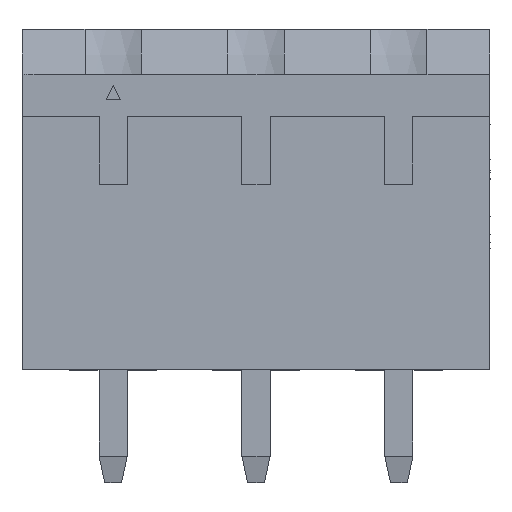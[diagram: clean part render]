
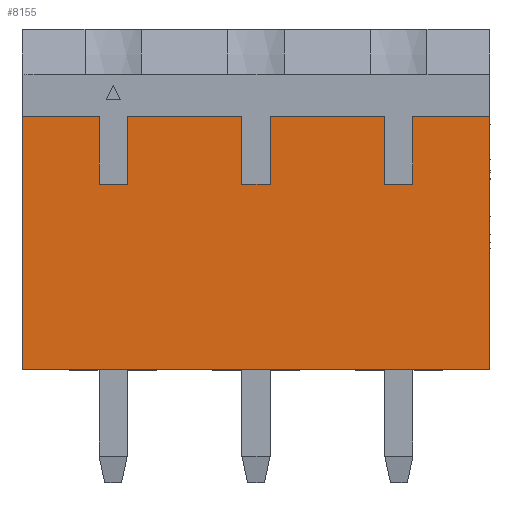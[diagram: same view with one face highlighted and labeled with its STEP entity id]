
A CAD part, top view. The second image highlights one B-rep face of the part: STEP entity #8155.
In plain terms, the highlighted planar face has unit normal (0, 0, 1).
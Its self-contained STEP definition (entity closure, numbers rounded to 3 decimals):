
#381 = DIRECTION ( 'NONE',  ( -1., 0., 0. ) ) ;
#892 = EDGE_CURVE ( 'NONE', #21514, #18188, #6647, .T. ) ;
#1483 = EDGE_CURVE ( 'NONE', #19058, #26691, #12636, .T. ) ;
#1871 = CARTESIAN_POINT ( 'NONE',  ( 16.64, 9., 7.8 ) ) ;
#2164 = LINE ( 'NONE', #18633, #19803 ) ;
#2227 = ORIENTED_EDGE ( 'NONE', *, *, #2276, .T. ) ;
#2276 = EDGE_CURVE ( 'NONE', #23717, #11162, #2164, .T. ) ;
#2412 = EDGE_CURVE ( 'NONE', #15887, #24528, #22364, .T. ) ;
#2603 = DIRECTION ( 'NONE',  ( -1., 0., 0. ) ) ;
#2740 = CARTESIAN_POINT ( 'NONE',  ( 13.9, 6.6, 7.8 ) ) ;
#2741 = CARTESIAN_POINT ( 'NONE',  ( 16.64, 9., 7.8 ) ) ;
#2971 = VERTEX_POINT ( 'NONE', #6424 ) ;
#3115 = CARTESIAN_POINT ( 'NONE',  ( 16.64, 0., 7.8 ) ) ;
#3117 = DIRECTION ( 'NONE',  ( -1., 0., 0. ) ) ;
#3543 = DIRECTION ( 'NONE',  ( 0., -1., 0. ) ) ;
#3579 = CARTESIAN_POINT ( 'NONE',  ( 7.82, 9., 7.8 ) ) ;
#3746 = ORIENTED_EDGE ( 'NONE', *, *, #7649, .T. ) ;
#3835 = CARTESIAN_POINT ( 'NONE',  ( 16.64, 0., 7.8 ) ) ;
#4163 = CARTESIAN_POINT ( 'NONE',  ( 12.9, 6.6, 7.8 ) ) ;
#4237 = CARTESIAN_POINT ( 'NONE',  ( 0., 0., 7.8 ) ) ;
#4372 = LINE ( 'NONE', #3835, #18998 ) ;
#4434 = CARTESIAN_POINT ( 'NONE',  ( 7.82, 6.6, 7.8 ) ) ;
#4693 = CARTESIAN_POINT ( 'NONE',  ( 0., 9., 7.8 ) ) ;
#4828 = LINE ( 'NONE', #9934, #11247 ) ;
#5129 = VERTEX_POINT ( 'NONE', #4237 ) ;
#5232 = CARTESIAN_POINT ( 'NONE',  ( 8.82, 9., 7.8 ) ) ;
#5403 = DIRECTION ( 'NONE',  ( 0., -1., 0. ) ) ;
#5574 = CARTESIAN_POINT ( 'NONE',  ( 2.74, 9., 7.8 ) ) ;
#5862 = LINE ( 'NONE', #5574, #26910 ) ;
#5882 = VECTOR ( 'NONE', #21319, 1000. ) ;
#5897 = LINE ( 'NONE', #22275, #11405 ) ;
#5912 = VECTOR ( 'NONE', #24604, 1000. ) ;
#5994 = ORIENTED_EDGE ( 'NONE', *, *, #21495, .T. ) ;
#6054 = PLANE ( 'NONE',  #12540 ) ;
#6424 = CARTESIAN_POINT ( 'NONE',  ( 2.74, 9., 7.8 ) ) ;
#6428 = ORIENTED_EDGE ( 'NONE', *, *, #13373, .T. ) ;
#6527 = CARTESIAN_POINT ( 'NONE',  ( 8.82, 6.6, 7.8 ) ) ;
#6647 = LINE ( 'NONE', #23777, #21103 ) ;
#7005 = VECTOR ( 'NONE', #13713, 1000. ) ;
#7160 = ORIENTED_EDGE ( 'NONE', *, *, #27080, .F. ) ;
#7475 = LINE ( 'NONE', #25868, #7005 ) ;
#7524 = VECTOR ( 'NONE', #5403, 1000. ) ;
#7649 = EDGE_CURVE ( 'NONE', #24313, #21904, #10927, .T. ) ;
#8155 = ADVANCED_FACE ( 'NONE', ( #24941 ), #6054, .T. ) ;
#8322 = VECTOR ( 'NONE', #23581, 1000. ) ;
#8988 = LINE ( 'NONE', #2741, #14323 ) ;
#9131 = VECTOR ( 'NONE', #2603, 1000. ) ;
#9488 = ORIENTED_EDGE ( 'NONE', *, *, #18175, .T. ) ;
#9537 = LINE ( 'NONE', #9682, #8322 ) ;
#9682 = CARTESIAN_POINT ( 'NONE',  ( 16.64, 9., 7.8 ) ) ;
#9827 = VERTEX_POINT ( 'NONE', #4693 ) ;
#9934 = CARTESIAN_POINT ( 'NONE',  ( 16.64, 9., 7.8 ) ) ;
#10188 = CARTESIAN_POINT ( 'NONE',  ( 16.64, 9., 7.8 ) ) ;
#10365 = DIRECTION ( 'NONE',  ( -1., 0., 0. ) ) ;
#10927 = LINE ( 'NONE', #25670, #5882 ) ;
#10974 = EDGE_LOOP ( 'NONE', ( #25866, #5994, #23729, #24809, #6428, #2227, #11158, #24597, #9488, #20696, #23732, #20674, #21770, #7160, #3746, #12705 ) ) ;
#11067 = CARTESIAN_POINT ( 'NONE',  ( 3.74, 6.6, 7.8 ) ) ;
#11158 = ORIENTED_EDGE ( 'NONE', *, *, #25584, .F. ) ;
#11162 = VERTEX_POINT ( 'NONE', #4434 ) ;
#11247 = VECTOR ( 'NONE', #3117, 1000. ) ;
#11405 = VECTOR ( 'NONE', #20337, 1000. ) ;
#11468 = CARTESIAN_POINT ( 'NONE',  ( 7.82, 9., 7.8 ) ) ;
#11469 = LINE ( 'NONE', #2740, #9131 ) ;
#11749 = VECTOR ( 'NONE', #18604, 1000. ) ;
#12010 = EDGE_CURVE ( 'NONE', #5129, #9827, #5897, .T. ) ;
#12073 = CARTESIAN_POINT ( 'NONE',  ( 13.9, 9., 7.8 ) ) ;
#12403 = LINE ( 'NONE', #10188, #11749 ) ;
#12412 = DIRECTION ( 'NONE',  ( 0., 0., 1. ) ) ;
#12540 = AXIS2_PLACEMENT_3D ( 'NONE', #1871, #12412, #25216 ) ;
#12636 = LINE ( 'NONE', #12073, #26801 ) ;
#12705 = ORIENTED_EDGE ( 'NONE', *, *, #21734, .T. ) ;
#13373 = EDGE_CURVE ( 'NONE', #27030, #23717, #15805, .T. ) ;
#13451 = EDGE_CURVE ( 'NONE', #15887, #27030, #8988, .T. ) ;
#13456 = CARTESIAN_POINT ( 'NONE',  ( 16.64, 9., 7.8 ) ) ;
#13713 = DIRECTION ( 'NONE',  ( 0., -1., 0. ) ) ;
#14323 = VECTOR ( 'NONE', #381, 1000. ) ;
#14670 = DIRECTION ( 'NONE',  ( -1., 0., 0. ) ) ;
#15055 = DIRECTION ( 'NONE',  ( -1., 0., 0. ) ) ;
#15805 = LINE ( 'NONE', #24207, #5912 ) ;
#15887 = VERTEX_POINT ( 'NONE', #24211 ) ;
#18133 = EDGE_CURVE ( 'NONE', #2971, #9827, #9537, .T. ) ;
#18175 = EDGE_CURVE ( 'NONE', #23039, #21514, #7475, .T. ) ;
#18188 = VERTEX_POINT ( 'NONE', #20895 ) ;
#18600 = EDGE_CURVE ( 'NONE', #22187, #23039, #4828, .T. ) ;
#18604 = DIRECTION ( 'NONE',  ( -1., 0., 0. ) ) ;
#18633 = CARTESIAN_POINT ( 'NONE',  ( 8.82, 6.6, 7.8 ) ) ;
#18998 = VECTOR ( 'NONE', #14670, 1000. ) ;
#19058 = VERTEX_POINT ( 'NONE', #21820 ) ;
#19803 = VECTOR ( 'NONE', #10365, 1000. ) ;
#20168 = CARTESIAN_POINT ( 'NONE',  ( 12.9, 9., 7.8 ) ) ;
#20337 = DIRECTION ( 'NONE',  ( 0., 1., 0. ) ) ;
#20674 = ORIENTED_EDGE ( 'NONE', *, *, #18133, .T. ) ;
#20696 = ORIENTED_EDGE ( 'NONE', *, *, #892, .T. ) ;
#20895 = CARTESIAN_POINT ( 'NONE',  ( 2.74, 6.6, 7.8 ) ) ;
#21103 = VECTOR ( 'NONE', #15055, 1000. ) ;
#21158 = VECTOR ( 'NONE', #3543, 1000. ) ;
#21319 = DIRECTION ( 'NONE',  ( 0., 1., 0. ) ) ;
#21495 = EDGE_CURVE ( 'NONE', #26691, #24528, #11469, .T. ) ;
#21514 = VERTEX_POINT ( 'NONE', #11067 ) ;
#21734 = EDGE_CURVE ( 'NONE', #21904, #19058, #12403, .T. ) ;
#21770 = ORIENTED_EDGE ( 'NONE', *, *, #12010, .F. ) ;
#21820 = CARTESIAN_POINT ( 'NONE',  ( 13.9, 9., 7.8 ) ) ;
#21904 = VERTEX_POINT ( 'NONE', #13456 ) ;
#22187 = VERTEX_POINT ( 'NONE', #11468 ) ;
#22275 = CARTESIAN_POINT ( 'NONE',  ( 0., 9., 7.8 ) ) ;
#22364 = LINE ( 'NONE', #20168, #21158 ) ;
#23015 = DIRECTION ( 'NONE',  ( 0., -1., 0. ) ) ;
#23039 = VERTEX_POINT ( 'NONE', #25379 ) ;
#23581 = DIRECTION ( 'NONE',  ( -1., 0., 0. ) ) ;
#23717 = VERTEX_POINT ( 'NONE', #6527 ) ;
#23729 = ORIENTED_EDGE ( 'NONE', *, *, #2412, .F. ) ;
#23732 = ORIENTED_EDGE ( 'NONE', *, *, #25449, .F. ) ;
#23777 = CARTESIAN_POINT ( 'NONE',  ( 3.74, 6.6, 7.8 ) ) ;
#24207 = CARTESIAN_POINT ( 'NONE',  ( 8.82, 9., 7.8 ) ) ;
#24211 = CARTESIAN_POINT ( 'NONE',  ( 12.9, 9., 7.8 ) ) ;
#24313 = VERTEX_POINT ( 'NONE', #3115 ) ;
#24351 = DIRECTION ( 'NONE',  ( 0., -1., 0. ) ) ;
#24528 = VERTEX_POINT ( 'NONE', #4163 ) ;
#24597 = ORIENTED_EDGE ( 'NONE', *, *, #18600, .T. ) ;
#24604 = DIRECTION ( 'NONE',  ( 0., -1., 0. ) ) ;
#24809 = ORIENTED_EDGE ( 'NONE', *, *, #13451, .T. ) ;
#24941 = FACE_OUTER_BOUND ( 'NONE', #10974, .T. ) ;
#25216 = DIRECTION ( 'NONE',  ( 1., 0., 0. ) ) ;
#25379 = CARTESIAN_POINT ( 'NONE',  ( 3.74, 9., 7.8 ) ) ;
#25449 = EDGE_CURVE ( 'NONE', #2971, #18188, #5862, .T. ) ;
#25584 = EDGE_CURVE ( 'NONE', #22187, #11162, #26357, .T. ) ;
#25670 = CARTESIAN_POINT ( 'NONE',  ( 16.64, 9., 7.8 ) ) ;
#25866 = ORIENTED_EDGE ( 'NONE', *, *, #1483, .T. ) ;
#25868 = CARTESIAN_POINT ( 'NONE',  ( 3.74, 9., 7.8 ) ) ;
#26357 = LINE ( 'NONE', #3579, #7524 ) ;
#26691 = VERTEX_POINT ( 'NONE', #27034 ) ;
#26801 = VECTOR ( 'NONE', #23015, 1000. ) ;
#26910 = VECTOR ( 'NONE', #24351, 1000. ) ;
#27030 = VERTEX_POINT ( 'NONE', #5232 ) ;
#27034 = CARTESIAN_POINT ( 'NONE',  ( 13.9, 6.6, 7.8 ) ) ;
#27080 = EDGE_CURVE ( 'NONE', #24313, #5129, #4372, .T. ) ;
